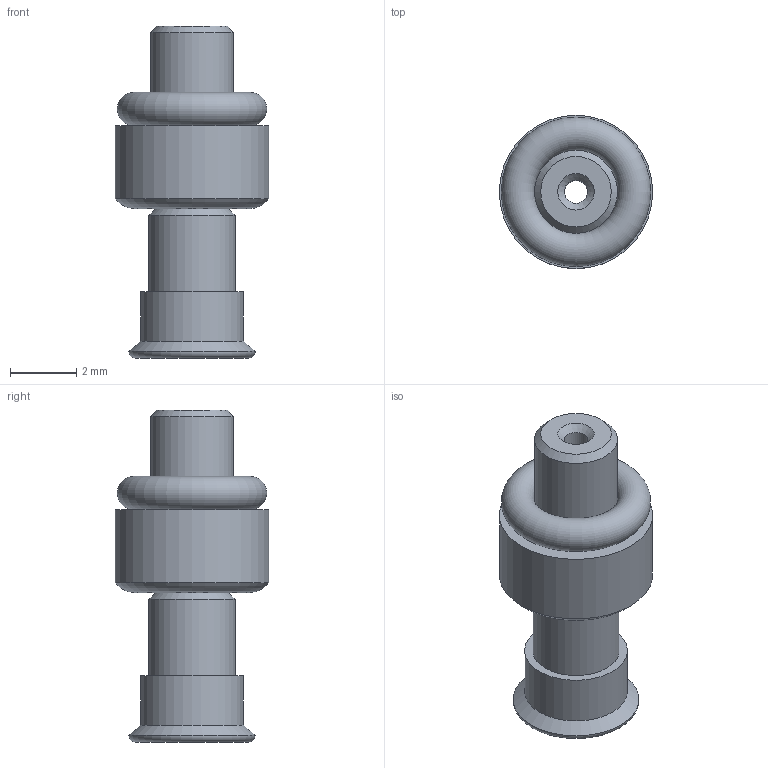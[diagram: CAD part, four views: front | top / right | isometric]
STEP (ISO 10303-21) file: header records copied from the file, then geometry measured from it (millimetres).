
FILE_DESCRIPTION((''),'2;1');
FILE_NAME('','2001-09-27T14:54:12+00:00',('Andreas Norlén'),( 'PIAB AB'),'','SolidEdge','');
FILE_SCHEMA(('CONFIG_CONTROL_DESIGN'));
Length unit declared in the file: millimetre
Bounding box: 4.62 x 4.62 x 10 mm (x, y, z)
Volume: 88.8 mm3; surface area: 180.8 mm2
Topology: 1 solids, 1 shells, 18 faces, 31 edges, 18 vertices
Faces by surface type: plane 5, cone 5, cylinder 5, torus 3
Full cylindrical faces by diameter (mm): 0.7 x1, 2.5 x1, 2.6 x1, 3.1 x1, 4.619 x1
Entity records: 458 total; most frequent: DIRECTION 74, CARTESIAN_POINT 55, AXIS2_PLACEMENT_3D 37, EDGE_LOOP 36, ORIENTED_EDGE 36, ADVANCED_FACE 18, FACE_OUTER_BOUND 18, FACE_BOUND 18
